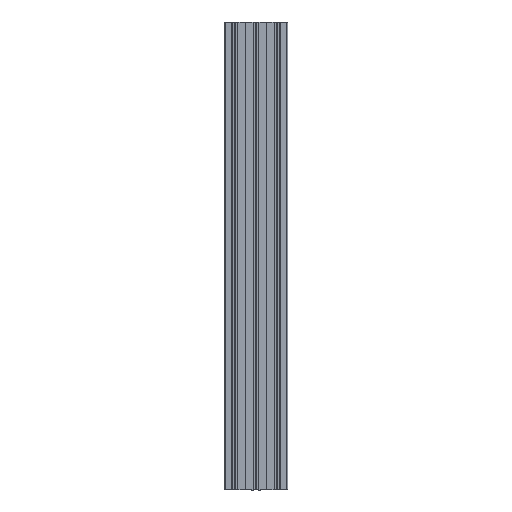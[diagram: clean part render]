
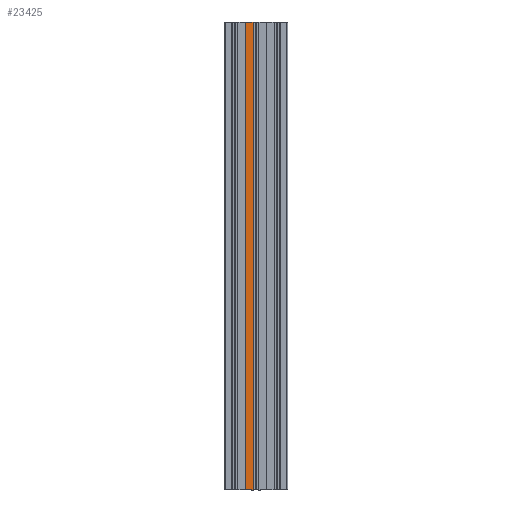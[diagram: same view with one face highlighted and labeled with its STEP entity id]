
A CAD part, front view. The second image highlights one B-rep face of the part: STEP entity #23425.
In plain terms, the highlighted planar face has unit normal (0, -1, 0).
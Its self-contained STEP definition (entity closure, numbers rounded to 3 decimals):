
#754 = ORIENTED_EDGE ( 'NONE', *, *, #34832, .T. ) ;
#806 = ORIENTED_EDGE ( 'NONE', *, *, #35187, .F. ) ;
#893 = VECTOR ( 'NONE', #13940, 1000. ) ;
#1160 = DIRECTION ( 'NONE',  ( 1., 0., 0. ) ) ;
#1686 = FACE_OUTER_BOUND ( 'NONE', #34044, .T. ) ;
#3245 = PLANE ( 'NONE',  #9209 ) ;
#4112 = LINE ( 'NONE', #17630, #16123 ) ;
#4805 = CARTESIAN_POINT ( 'NONE',  ( 38.675, -67.5, 0. ) ) ;
#5681 = CARTESIAN_POINT ( 'NONE',  ( 39.9, -67.5, -1000. ) ) ;
#6016 = VERTEX_POINT ( 'NONE', #19376 ) ;
#9209 = AXIS2_PLACEMENT_3D ( 'NONE', #33649, #14535, #25472 ) ;
#12215 = VERTEX_POINT ( 'NONE', #28162 ) ;
#13543 = CARTESIAN_POINT ( 'NONE',  ( 38.675, -67.5, 0. ) ) ;
#13940 = DIRECTION ( 'NONE',  ( 1., 0., 0. ) ) ;
#14195 = CARTESIAN_POINT ( 'NONE',  ( 22.838, -67.5, 0. ) ) ;
#14439 = VECTOR ( 'NONE', #24510, 1000. ) ;
#14535 = DIRECTION ( 'NONE',  ( 0., -1., 0. ) ) ;
#14601 = DIRECTION ( 'NONE',  ( 0., 0., -1. ) ) ;
#14920 = EDGE_CURVE ( 'NONE', #27736, #6016, #30607, .T. ) ;
#16123 = VECTOR ( 'NONE', #1160, 1000. ) ;
#17630 = CARTESIAN_POINT ( 'NONE',  ( 39.9, -67.5, 0. ) ) ;
#19376 = CARTESIAN_POINT ( 'NONE',  ( 22.838, -67.5, -1000. ) ) ;
#20042 = LINE ( 'NONE', #13543, #14439 ) ;
#23425 = ADVANCED_FACE ( 'NONE', ( #1686 ), #3245, .T. ) ;
#24074 = ORIENTED_EDGE ( 'NONE', *, *, #14920, .T. ) ;
#24510 = DIRECTION ( 'NONE',  ( 0., 0., 1. ) ) ;
#25472 = DIRECTION ( 'NONE',  ( 0., 0., 1. ) ) ;
#25755 = CARTESIAN_POINT ( 'NONE',  ( 22.838, -67.5, -1000. ) ) ;
#27736 = VERTEX_POINT ( 'NONE', #14195 ) ;
#27790 = EDGE_CURVE ( 'NONE', #6016, #12215, #30114, .T. ) ;
#28162 = CARTESIAN_POINT ( 'NONE',  ( 38.675, -67.5, -1000. ) ) ;
#30114 = LINE ( 'NONE', #5681, #893 ) ;
#30607 = LINE ( 'NONE', #25755, #34897 ) ;
#31603 = ORIENTED_EDGE ( 'NONE', *, *, #27790, .T. ) ;
#33649 = CARTESIAN_POINT ( 'NONE',  ( 39.9, -67.5, -1031.82 ) ) ;
#34044 = EDGE_LOOP ( 'NONE', ( #806, #24074, #31603, #754 ) ) ;
#34804 = VERTEX_POINT ( 'NONE', #4805 ) ;
#34832 = EDGE_CURVE ( 'NONE', #12215, #34804, #20042, .T. ) ;
#34897 = VECTOR ( 'NONE', #14601, 1000. ) ;
#35187 = EDGE_CURVE ( 'NONE', #27736, #34804, #4112, .T. ) ;
